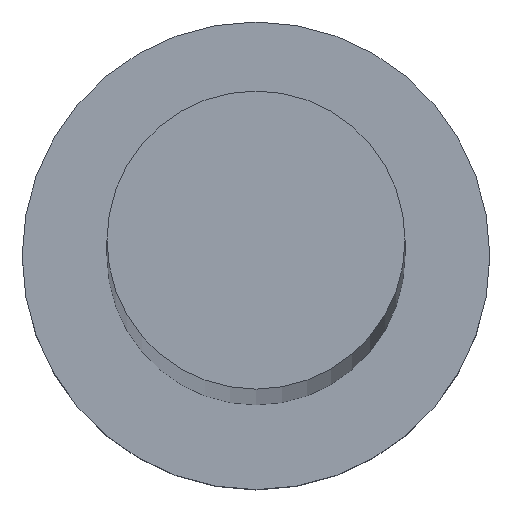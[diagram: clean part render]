
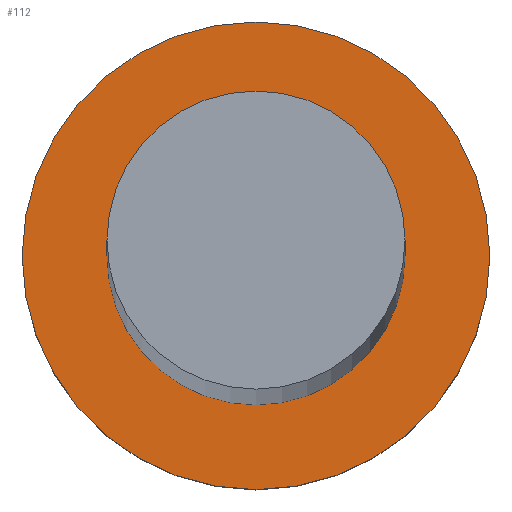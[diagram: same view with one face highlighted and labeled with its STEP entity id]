
A CAD part, top view. The second image highlights one B-rep face of the part: STEP entity #112.
In plain terms, the highlighted planar face has unit normal (0, 0, 1).
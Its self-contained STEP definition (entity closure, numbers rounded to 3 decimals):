
#9 = CARTESIAN_POINT ( 'NONE',  ( -5.1, 0., 6.5 ) ) ;
#13 = CIRCLE ( 'NONE', #110, 8. ) ;
#16 = VERTEX_POINT ( 'NONE', #191 ) ;
#23 = DIRECTION ( 'NONE',  ( 1., 0., 0. ) ) ;
#25 = PLANE ( 'NONE',  #202 ) ;
#31 = ORIENTED_EDGE ( 'NONE', *, *, #197, .F. ) ;
#33 = EDGE_LOOP ( 'NONE', ( #252, #167 ) ) ;
#40 = AXIS2_PLACEMENT_3D ( 'NONE', #46, #236, #178 ) ;
#43 = DIRECTION ( 'NONE',  ( 0., 0., 1. ) ) ;
#45 = DIRECTION ( 'NONE',  ( 1., 0., 0. ) ) ;
#46 = CARTESIAN_POINT ( 'NONE',  ( 0., 0., 6.5 ) ) ;
#75 = AXIS2_PLACEMENT_3D ( 'NONE', #157, #43, #118 ) ;
#78 = EDGE_LOOP ( 'NONE', ( #216, #31 ) ) ;
#79 = CIRCLE ( 'NONE', #40, 5.1 ) ;
#81 = FACE_OUTER_BOUND ( 'NONE', #33, .T. ) ;
#84 = DIRECTION ( 'NONE',  ( 1., 0., 0. ) ) ;
#110 = AXIS2_PLACEMENT_3D ( 'NONE', #156, #238, #45 ) ;
#112 = ADVANCED_FACE ( 'NONE', ( #134, #81 ), #25, .T. ) ;
#113 = VERTEX_POINT ( 'NONE', #158 ) ;
#118 = DIRECTION ( 'NONE',  ( 1., 0., 0. ) ) ;
#120 = DIRECTION ( 'NONE',  ( 0., 0., 1. ) ) ;
#134 = FACE_BOUND ( 'NONE', #78, .T. ) ;
#156 = CARTESIAN_POINT ( 'NONE',  ( 0., 0., 6.5 ) ) ;
#157 = CARTESIAN_POINT ( 'NONE',  ( 0., 0., 6.5 ) ) ;
#158 = CARTESIAN_POINT ( 'NONE',  ( 5.1, 0., 6.5 ) ) ;
#166 = VERTEX_POINT ( 'NONE', #9 ) ;
#167 = ORIENTED_EDGE ( 'NONE', *, *, #240, .T. ) ;
#175 = CARTESIAN_POINT ( 'NONE',  ( -8., 0., 6.5 ) ) ;
#176 = DIRECTION ( 'NONE',  ( 0., 0., 1. ) ) ;
#178 = DIRECTION ( 'NONE',  ( 1., 0., 0. ) ) ;
#191 = CARTESIAN_POINT ( 'NONE',  ( 8., 0., 6.5 ) ) ;
#197 = EDGE_CURVE ( 'NONE', #113, #166, #79, .T. ) ;
#202 = AXIS2_PLACEMENT_3D ( 'NONE', #221, #120, #23 ) ;
#204 = CIRCLE ( 'NONE', #75, 5.1 ) ;
#215 = VERTEX_POINT ( 'NONE', #175 ) ;
#216 = ORIENTED_EDGE ( 'NONE', *, *, #226, .F. ) ;
#221 = CARTESIAN_POINT ( 'NONE',  ( 0., 0., 6.5 ) ) ;
#224 = AXIS2_PLACEMENT_3D ( 'NONE', #239, #176, #84 ) ;
#226 = EDGE_CURVE ( 'NONE', #166, #113, #204, .T. ) ;
#236 = DIRECTION ( 'NONE',  ( 0., 0., 1. ) ) ;
#238 = DIRECTION ( 'NONE',  ( 0., 0., 1. ) ) ;
#239 = CARTESIAN_POINT ( 'NONE',  ( 0., 0., 6.5 ) ) ;
#240 = EDGE_CURVE ( 'NONE', #16, #215, #247, .T. ) ;
#244 = EDGE_CURVE ( 'NONE', #215, #16, #13, .T. ) ;
#247 = CIRCLE ( 'NONE', #224, 8. ) ;
#252 = ORIENTED_EDGE ( 'NONE', *, *, #244, .T. ) ;
